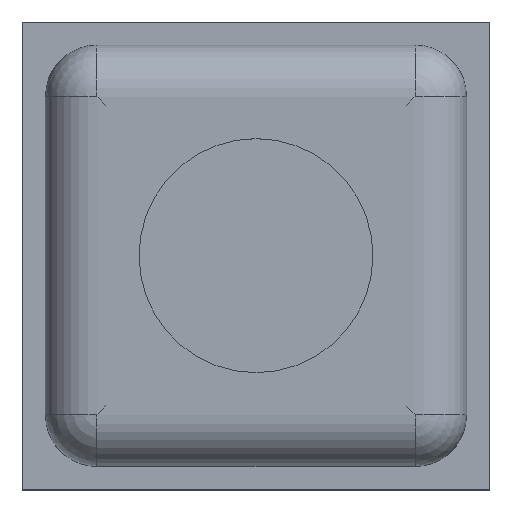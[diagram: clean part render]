
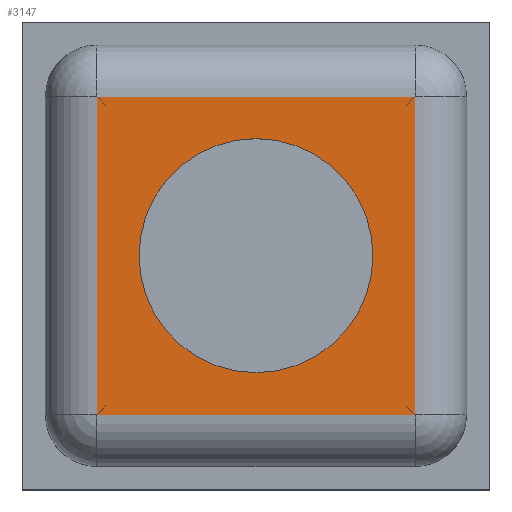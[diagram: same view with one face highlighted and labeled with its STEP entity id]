
A CAD part, top view. The second image highlights one B-rep face of the part: STEP entity #3147.
In plain terms, the highlighted planar face has unit normal (0, 0, 1).
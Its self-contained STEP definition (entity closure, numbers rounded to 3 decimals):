
#2958 = VERTEX_POINT('',#2959);
#2959 = CARTESIAN_POINT('',(-0.68,-0.68,0.95));
#2966 = PLANE('',#2967);
#2967 = AXIS2_PLACEMENT_3D('',#2968,#2969,#2970);
#2968 = CARTESIAN_POINT('',(-0.68,-0.68,0.1));
#2969 = DIRECTION('',(1.,0.,0.));
#2970 = DIRECTION('',(0.,0.,1.));
#2978 = PLANE('',#2979);
#2979 = AXIS2_PLACEMENT_3D('',#2980,#2981,#2982);
#2980 = CARTESIAN_POINT('',(-0.68,-0.68,0.1));
#2981 = DIRECTION('',(0.,1.,0.));
#2982 = DIRECTION('',(0.,0.,1.));
#3019 = VERTEX_POINT('',#3020);
#3020 = CARTESIAN_POINT('',(-0.68,0.68,0.95));
#3034 = PLANE('',#3035);
#3035 = AXIS2_PLACEMENT_3D('',#3036,#3037,#3038);
#3036 = CARTESIAN_POINT('',(-0.68,0.68,0.1));
#3037 = DIRECTION('',(0.,1.,0.));
#3038 = DIRECTION('',(0.,0.,1.));
#3046 = EDGE_CURVE('',#2958,#3019,#3047,.T.);
#3047 = SURFACE_CURVE('',#3048,(#3052,#3059),.PCURVE_S1.);
#3048 = LINE('',#3049,#3050);
#3049 = CARTESIAN_POINT('',(-0.68,-0.68,0.95));
#3050 = VECTOR('',#3051,1.);
#3051 = DIRECTION('',(0.,1.,0.));
#3052 = PCURVE('',#2966,#3053);
#3053 = DEFINITIONAL_REPRESENTATION('',(#3054),#3058);
#3054 = LINE('',#3055,#3056);
#3055 = CARTESIAN_POINT('',(0.85,0.));
#3056 = VECTOR('',#3057,1.);
#3057 = DIRECTION('',(0.,-1.));
#3058 = ( GEOMETRIC_REPRESENTATION_CONTEXT(2) 
PARAMETRIC_REPRESENTATION_CONTEXT() REPRESENTATION_CONTEXT('2D SPACE',''
  ) );
#3059 = PCURVE('',#3060,#3065);
#3060 = PLANE('',#3061);
#3061 = AXIS2_PLACEMENT_3D('',#3062,#3063,#3064);
#3062 = CARTESIAN_POINT('',(-0.68,-0.68,0.95));
#3063 = DIRECTION('',(0.,0.,1.));
#3064 = DIRECTION('',(1.,0.,0.));
#3065 = DEFINITIONAL_REPRESENTATION('',(#3066),#3070);
#3066 = LINE('',#3067,#3068);
#3067 = CARTESIAN_POINT('',(0.,0.));
#3068 = VECTOR('',#3069,1.);
#3069 = DIRECTION('',(0.,1.));
#3070 = ( GEOMETRIC_REPRESENTATION_CONTEXT(2) 
PARAMETRIC_REPRESENTATION_CONTEXT() REPRESENTATION_CONTEXT('2D SPACE',''
  ) );
#3099 = EDGE_CURVE('',#2958,#3100,#3102,.T.);
#3100 = VERTEX_POINT('',#3101);
#3101 = CARTESIAN_POINT('',(0.68,-0.68,0.95));
#3102 = SURFACE_CURVE('',#3103,(#3107,#3114),.PCURVE_S1.);
#3103 = LINE('',#3104,#3105);
#3104 = CARTESIAN_POINT('',(-0.68,-0.68,0.95));
#3105 = VECTOR('',#3106,1.);
#3106 = DIRECTION('',(1.,0.,0.));
#3107 = PCURVE('',#2978,#3108);
#3108 = DEFINITIONAL_REPRESENTATION('',(#3109),#3113);
#3109 = LINE('',#3110,#3111);
#3110 = CARTESIAN_POINT('',(0.85,0.));
#3111 = VECTOR('',#3112,1.);
#3112 = DIRECTION('',(0.,1.));
#3113 = ( GEOMETRIC_REPRESENTATION_CONTEXT(2) 
PARAMETRIC_REPRESENTATION_CONTEXT() REPRESENTATION_CONTEXT('2D SPACE',''
  ) );
#3114 = PCURVE('',#3060,#3115);
#3115 = DEFINITIONAL_REPRESENTATION('',(#3116),#3120);
#3116 = LINE('',#3117,#3118);
#3117 = CARTESIAN_POINT('',(0.,0.));
#3118 = VECTOR('',#3119,1.);
#3119 = DIRECTION('',(1.,0.));
#3120 = ( GEOMETRIC_REPRESENTATION_CONTEXT(2) 
PARAMETRIC_REPRESENTATION_CONTEXT() REPRESENTATION_CONTEXT('2D SPACE',''
  ) );
#3136 = PLANE('',#3137);
#3137 = AXIS2_PLACEMENT_3D('',#3138,#3139,#3140);
#3138 = CARTESIAN_POINT('',(0.68,-0.68,0.1));
#3139 = DIRECTION('',(1.,0.,0.));
#3140 = DIRECTION('',(0.,0.,1.));
#3147 = ADVANCED_FACE('',(#3148,#3196),#3060,.T.);
#3148 = FACE_BOUND('',#3149,.T.);
#3149 = EDGE_LOOP('',(#3150,#3151,#3152,#3175));
#3150 = ORIENTED_EDGE('',*,*,#3046,.F.);
#3151 = ORIENTED_EDGE('',*,*,#3099,.T.);
#3152 = ORIENTED_EDGE('',*,*,#3153,.T.);
#3153 = EDGE_CURVE('',#3100,#3154,#3156,.T.);
#3154 = VERTEX_POINT('',#3155);
#3155 = CARTESIAN_POINT('',(0.68,0.68,0.95));
#3156 = SURFACE_CURVE('',#3157,(#3161,#3168),.PCURVE_S1.);
#3157 = LINE('',#3158,#3159);
#3158 = CARTESIAN_POINT('',(0.68,-0.68,0.95));
#3159 = VECTOR('',#3160,1.);
#3160 = DIRECTION('',(0.,1.,0.));
#3161 = PCURVE('',#3060,#3162);
#3162 = DEFINITIONAL_REPRESENTATION('',(#3163),#3167);
#3163 = LINE('',#3164,#3165);
#3164 = CARTESIAN_POINT('',(1.36,0.));
#3165 = VECTOR('',#3166,1.);
#3166 = DIRECTION('',(0.,1.));
#3167 = ( GEOMETRIC_REPRESENTATION_CONTEXT(2) 
PARAMETRIC_REPRESENTATION_CONTEXT() REPRESENTATION_CONTEXT('2D SPACE',''
  ) );
#3168 = PCURVE('',#3136,#3169);
#3169 = DEFINITIONAL_REPRESENTATION('',(#3170),#3174);
#3170 = LINE('',#3171,#3172);
#3171 = CARTESIAN_POINT('',(0.85,0.));
#3172 = VECTOR('',#3173,1.);
#3173 = DIRECTION('',(0.,-1.));
#3174 = ( GEOMETRIC_REPRESENTATION_CONTEXT(2) 
PARAMETRIC_REPRESENTATION_CONTEXT() REPRESENTATION_CONTEXT('2D SPACE',''
  ) );
#3175 = ORIENTED_EDGE('',*,*,#3176,.F.);
#3176 = EDGE_CURVE('',#3019,#3154,#3177,.T.);
#3177 = SURFACE_CURVE('',#3178,(#3182,#3189),.PCURVE_S1.);
#3178 = LINE('',#3179,#3180);
#3179 = CARTESIAN_POINT('',(-0.68,0.68,0.95));
#3180 = VECTOR('',#3181,1.);
#3181 = DIRECTION('',(1.,0.,0.));
#3182 = PCURVE('',#3060,#3183);
#3183 = DEFINITIONAL_REPRESENTATION('',(#3184),#3188);
#3184 = LINE('',#3185,#3186);
#3185 = CARTESIAN_POINT('',(0.,1.36));
#3186 = VECTOR('',#3187,1.);
#3187 = DIRECTION('',(1.,0.));
#3188 = ( GEOMETRIC_REPRESENTATION_CONTEXT(2) 
PARAMETRIC_REPRESENTATION_CONTEXT() REPRESENTATION_CONTEXT('2D SPACE',''
  ) );
#3189 = PCURVE('',#3034,#3190);
#3190 = DEFINITIONAL_REPRESENTATION('',(#3191),#3195);
#3191 = LINE('',#3192,#3193);
#3192 = CARTESIAN_POINT('',(0.85,0.));
#3193 = VECTOR('',#3194,1.);
#3194 = DIRECTION('',(0.,1.));
#3195 = ( GEOMETRIC_REPRESENTATION_CONTEXT(2) 
PARAMETRIC_REPRESENTATION_CONTEXT() REPRESENTATION_CONTEXT('2D SPACE',''
  ) );
#3196 = FACE_BOUND('',#3197,.T.);
#3197 = EDGE_LOOP('',(#3198));
#3198 = ORIENTED_EDGE('',*,*,#3199,.F.);
#3199 = EDGE_CURVE('',#3200,#3200,#3202,.T.);
#3200 = VERTEX_POINT('',#3201);
#3201 = CARTESIAN_POINT('',(0.5,0.,0.95));
#3202 = SURFACE_CURVE('',#3203,(#3208,#3215),.PCURVE_S1.);
#3203 = CIRCLE('',#3204,0.5);
#3204 = AXIS2_PLACEMENT_3D('',#3205,#3206,#3207);
#3205 = CARTESIAN_POINT('',(0.,0.,0.95));
#3206 = DIRECTION('',(0.,0.,1.));
#3207 = DIRECTION('',(1.,0.,-0.));
#3208 = PCURVE('',#3060,#3209);
#3209 = DEFINITIONAL_REPRESENTATION('',(#3210),#3214);
#3210 = CIRCLE('',#3211,0.5);
#3211 = AXIS2_PLACEMENT_2D('',#3212,#3213);
#3212 = CARTESIAN_POINT('',(0.68,0.68));
#3213 = DIRECTION('',(1.,0.));
#3214 = ( GEOMETRIC_REPRESENTATION_CONTEXT(2) 
PARAMETRIC_REPRESENTATION_CONTEXT() REPRESENTATION_CONTEXT('2D SPACE',''
  ) );
#3215 = PCURVE('',#3216,#3221);
#3216 = CYLINDRICAL_SURFACE('',#3217,0.5);
#3217 = AXIS2_PLACEMENT_3D('',#3218,#3219,#3220);
#3218 = CARTESIAN_POINT('',(0.,0.,0.9));
#3219 = DIRECTION('',(0.,0.,1.));
#3220 = DIRECTION('',(1.,0.,0.));
#3221 = DEFINITIONAL_REPRESENTATION('',(#3222),#3226);
#3222 = LINE('',#3223,#3224);
#3223 = CARTESIAN_POINT('',(0.,0.05));
#3224 = VECTOR('',#3225,1.);
#3225 = DIRECTION('',(1.,0.));
#3226 = ( GEOMETRIC_REPRESENTATION_CONTEXT(2) 
PARAMETRIC_REPRESENTATION_CONTEXT() REPRESENTATION_CONTEXT('2D SPACE',''
  ) );
